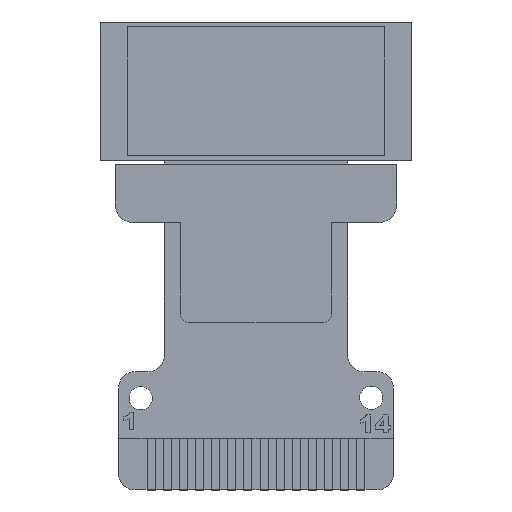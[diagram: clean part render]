
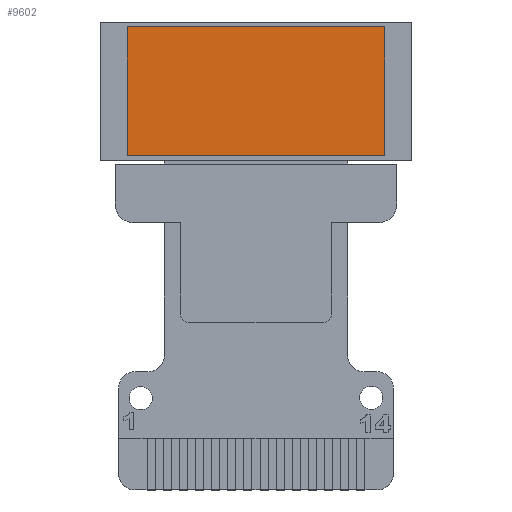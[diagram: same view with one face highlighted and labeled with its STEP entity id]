
A CAD part, top view. The second image highlights one B-rep face of the part: STEP entity #9602.
In plain terms, the highlighted planar face has unit normal (0, 0, 1).
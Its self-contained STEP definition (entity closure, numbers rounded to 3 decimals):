
#727=LINE('',#12603,#1443);
#729=LINE('',#12607,#1445);
#731=LINE('',#12611,#1447);
#733=LINE('',#12615,#1449);
#1443=VECTOR('',#10888,1000.);
#1445=VECTOR('',#10892,1000.);
#1447=VECTOR('',#10896,1000.);
#1449=VECTOR('',#10900,1000.);
#2333=ORIENTED_EDGE('',*,*,#4211,.F.);
#2334=ORIENTED_EDGE('',*,*,#4217,.F.);
#2335=ORIENTED_EDGE('',*,*,#4215,.F.);
#2336=ORIENTED_EDGE('',*,*,#4213,.F.);
#4211=EDGE_CURVE('',#5133,#5134,#727,.T.);
#4213=EDGE_CURVE('',#5134,#5135,#729,.T.);
#4215=EDGE_CURVE('',#5135,#5136,#731,.T.);
#4217=EDGE_CURVE('',#5136,#5133,#733,.T.);
#5133=VERTEX_POINT('',#12602);
#5134=VERTEX_POINT('',#12604);
#5135=VERTEX_POINT('',#12608);
#5136=VERTEX_POINT('',#12612);
#5601=EDGE_LOOP('',(#2333,#2334,#2335,#2336));
#6031=FACE_BOUND('',#5601,.T.);
#6447=PLANE('',#10053);
#9602=ADVANCED_FACE('',(#6031),#6447,.F.);
#10053=AXIS2_PLACEMENT_3D('',#12616,#10901,#10902);
#10888=DIRECTION('',(0.,1.,0.));
#10892=DIRECTION('',(1.,0.,0.));
#10896=DIRECTION('',(0.,-1.,0.));
#10900=DIRECTION('',(-1.,0.,0.));
#10901=DIRECTION('',(0.,0.,-1.));
#10902=DIRECTION('',(-1.,0.,0.));
#12602=CARTESIAN_POINT('',(-5.59,-2.79,0.376));
#12603=CARTESIAN_POINT('',(-5.59,-2.79,0.376));
#12604=CARTESIAN_POINT('',(-5.59,2.79,0.376));
#12607=CARTESIAN_POINT('',(-5.59,2.79,0.376));
#12608=CARTESIAN_POINT('',(5.59,2.79,0.376));
#12611=CARTESIAN_POINT('',(5.59,2.79,0.376));
#12612=CARTESIAN_POINT('',(5.59,-2.79,0.376));
#12615=CARTESIAN_POINT('',(5.59,-2.79,0.376));
#12616=CARTESIAN_POINT('',(0.,0.,0.376));
